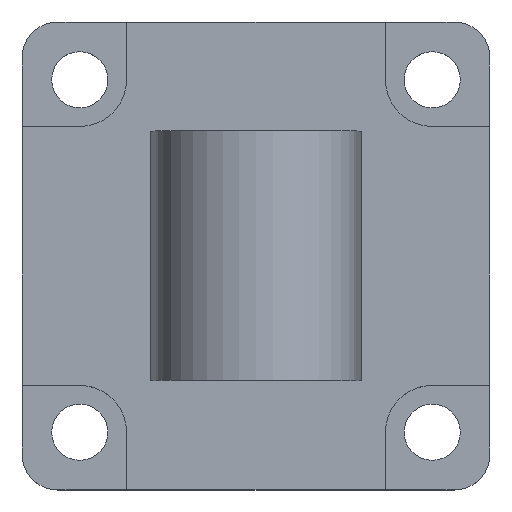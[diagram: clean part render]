
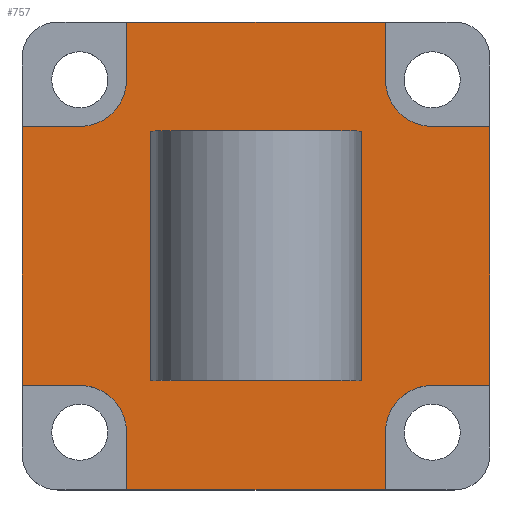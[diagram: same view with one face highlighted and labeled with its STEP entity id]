
A CAD part, top view. The second image highlights one B-rep face of the part: STEP entity #757.
In plain terms, the highlighted planar face has unit normal (0, 0, 1).
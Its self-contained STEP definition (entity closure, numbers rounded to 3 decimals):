
#33=FACE_BOUND('',#169,.T.);
#34=CIRCLE('',#763,7.5);
#36=CIRCLE('',#768,7.5);
#38=CIRCLE('',#773,7.5);
#40=CIRCLE('',#778,7.5);
#113=FACE_OUTER_BOUND('',#168,.T.);
#168=EDGE_LOOP('',(#638,#639,#640,#641,#642,#643,#644,#645,#646,#647,#648,
#649,#650,#651,#652,#653));
#169=EDGE_LOOP('',(#654,#655,#656,#657));
#170=LINE('',#1037,#236);
#175=LINE('',#1051,#241);
#178=LINE('',#1058,#244);
#183=LINE('',#1072,#249);
#186=LINE('',#1079,#252);
#191=LINE('',#1093,#257);
#194=LINE('',#1100,#260);
#199=LINE('',#1114,#265);
#210=LINE('',#1143,#276);
#215=LINE('',#1151,#281);
#218=LINE('',#1170,#284);
#226=LINE('',#1213,#292);
#230=LINE('',#1222,#296);
#233=LINE('',#1230,#299);
#234=LINE('',#1232,#300);
#235=LINE('',#1234,#301);
#236=VECTOR('',#833,9.25);
#241=VECTOR('',#846,9.25);
#244=VECTOR('',#851,9.25);
#249=VECTOR('',#864,9.25);
#252=VECTOR('',#869,9.25);
#257=VECTOR('',#882,9.25);
#260=VECTOR('',#887,9.25);
#265=VECTOR('',#900,9.25);
#276=VECTOR('',#925,41.5);
#281=VECTOR('',#932,41.5);
#284=VECTOR('',#953,41.5);
#292=VECTOR('',#1007,33.777);
#296=VECTOR('',#1015,40.);
#299=VECTOR('',#1024,40.);
#300=VECTOR('',#1027,33.777);
#301=VECTOR('',#1030,41.5);
#302=VERTEX_POINT('',#1035);
#303=VERTEX_POINT('',#1036);
#306=VERTEX_POINT('',#1044);
#308=VERTEX_POINT('',#1050);
#310=VERTEX_POINT('',#1056);
#311=VERTEX_POINT('',#1057);
#314=VERTEX_POINT('',#1065);
#316=VERTEX_POINT('',#1071);
#318=VERTEX_POINT('',#1077);
#319=VERTEX_POINT('',#1078);
#322=VERTEX_POINT('',#1086);
#324=VERTEX_POINT('',#1092);
#326=VERTEX_POINT('',#1098);
#327=VERTEX_POINT('',#1099);
#330=VERTEX_POINT('',#1107);
#332=VERTEX_POINT('',#1113);
#362=VERTEX_POINT('',#1209);
#364=VERTEX_POINT('',#1212);
#366=VERTEX_POINT('',#1218);
#369=VERTEX_POINT('',#1228);
#370=EDGE_CURVE('',#302,#303,#170,.T.);
#374=EDGE_CURVE('',#306,#302,#34,.T.);
#377=EDGE_CURVE('',#308,#306,#175,.T.);
#380=EDGE_CURVE('',#310,#311,#178,.T.);
#384=EDGE_CURVE('',#314,#310,#36,.T.);
#387=EDGE_CURVE('',#316,#314,#183,.T.);
#390=EDGE_CURVE('',#318,#319,#186,.T.);
#394=EDGE_CURVE('',#322,#318,#38,.T.);
#397=EDGE_CURVE('',#324,#322,#191,.T.);
#400=EDGE_CURVE('',#326,#327,#194,.T.);
#404=EDGE_CURVE('',#330,#326,#40,.T.);
#407=EDGE_CURVE('',#332,#330,#199,.T.);
#422=EDGE_CURVE('',#324,#311,#210,.T.);
#427=EDGE_CURVE('',#332,#303,#215,.T.);
#437=EDGE_CURVE('',#308,#319,#218,.T.);
#454=EDGE_CURVE('',#364,#362,#226,.T.);
#459=EDGE_CURVE('',#366,#364,#230,.T.);
#463=EDGE_CURVE('',#362,#369,#233,.T.);
#464=EDGE_CURVE('',#369,#366,#234,.T.);
#465=EDGE_CURVE('',#316,#327,#235,.T.);
#638=ORIENTED_EDGE('',*,*,#370,.T.);
#639=ORIENTED_EDGE('',*,*,#427,.F.);
#640=ORIENTED_EDGE('',*,*,#407,.T.);
#641=ORIENTED_EDGE('',*,*,#404,.T.);
#642=ORIENTED_EDGE('',*,*,#400,.T.);
#643=ORIENTED_EDGE('',*,*,#465,.F.);
#644=ORIENTED_EDGE('',*,*,#387,.T.);
#645=ORIENTED_EDGE('',*,*,#384,.T.);
#646=ORIENTED_EDGE('',*,*,#380,.T.);
#647=ORIENTED_EDGE('',*,*,#422,.F.);
#648=ORIENTED_EDGE('',*,*,#397,.T.);
#649=ORIENTED_EDGE('',*,*,#394,.T.);
#650=ORIENTED_EDGE('',*,*,#390,.T.);
#651=ORIENTED_EDGE('',*,*,#437,.F.);
#652=ORIENTED_EDGE('',*,*,#377,.T.);
#653=ORIENTED_EDGE('',*,*,#374,.T.);
#654=ORIENTED_EDGE('',*,*,#454,.T.);
#655=ORIENTED_EDGE('',*,*,#463,.T.);
#656=ORIENTED_EDGE('',*,*,#464,.T.);
#657=ORIENTED_EDGE('',*,*,#459,.T.);
#680=PLANE('',#828);
#757=ADVANCED_FACE('',(#113,#33),#680,.T.);
#763=AXIS2_PLACEMENT_3D('',#1045,#839,#840);
#768=AXIS2_PLACEMENT_3D('',#1066,#857,#858);
#773=AXIS2_PLACEMENT_3D('',#1087,#875,#876);
#778=AXIS2_PLACEMENT_3D('',#1108,#893,#894);
#828=AXIS2_PLACEMENT_3D('',#1235,#1031,#1032);
#833=DIRECTION('',(-1.,0.,0.));
#839=DIRECTION('center_axis',(0.,0.,-1.));
#840=DIRECTION('ref_axis',(0.,1.,0.));
#846=DIRECTION('',(0.,-1.,0.));
#851=DIRECTION('',(1.,0.,0.));
#857=DIRECTION('center_axis',(0.,0.,-1.));
#858=DIRECTION('ref_axis',(0.,-1.,0.));
#864=DIRECTION('',(0.,1.,0.));
#869=DIRECTION('',(0.,1.,0.));
#875=DIRECTION('center_axis',(0.,0.,-1.));
#876=DIRECTION('ref_axis',(-1.,0.,0.));
#882=DIRECTION('',(-1.,0.,0.));
#887=DIRECTION('',(0.,-1.,0.));
#893=DIRECTION('center_axis',(0.,0.,-1.));
#894=DIRECTION('ref_axis',(1.,0.,0.));
#900=DIRECTION('',(1.,0.,0.));
#925=DIRECTION('',(0.,-1.,0.));
#932=DIRECTION('',(0.,1.,0.));
#953=DIRECTION('',(1.,0.,0.));
#1007=DIRECTION('',(-1.,0.,0.));
#1015=DIRECTION('',(0.,-1.,0.));
#1024=DIRECTION('',(0.,1.,0.));
#1027=DIRECTION('',(1.,0.,0.));
#1030=DIRECTION('',(-1.,0.,0.));
#1031=DIRECTION('center_axis',(0.,0.,1.));
#1032=DIRECTION('ref_axis',(1.,0.,0.));
#1035=CARTESIAN_POINT('',(-28.25,20.75,12.));
#1036=CARTESIAN_POINT('',(-37.5,20.75,12.));
#1037=CARTESIAN_POINT('',(-14.125,20.75,12.));
#1044=CARTESIAN_POINT('',(-20.75,28.25,12.));
#1045=CARTESIAN_POINT('Origin',(-28.25,28.25,12.));
#1050=CARTESIAN_POINT('',(-20.75,37.5,12.));
#1051=CARTESIAN_POINT('',(-20.75,18.75,12.));
#1056=CARTESIAN_POINT('',(28.25,-20.75,12.));
#1057=CARTESIAN_POINT('',(37.5,-20.75,12.));
#1058=CARTESIAN_POINT('',(14.125,-20.75,12.));
#1065=CARTESIAN_POINT('',(20.75,-28.25,12.));
#1066=CARTESIAN_POINT('Origin',(28.25,-28.25,12.));
#1071=CARTESIAN_POINT('',(20.75,-37.5,12.));
#1072=CARTESIAN_POINT('',(20.75,-18.75,12.));
#1077=CARTESIAN_POINT('',(20.75,28.25,12.));
#1078=CARTESIAN_POINT('',(20.75,37.5,12.));
#1079=CARTESIAN_POINT('',(20.75,14.125,12.));
#1086=CARTESIAN_POINT('',(28.25,20.75,12.));
#1087=CARTESIAN_POINT('Origin',(28.25,28.25,12.));
#1092=CARTESIAN_POINT('',(37.5,20.75,12.));
#1093=CARTESIAN_POINT('',(18.75,20.75,12.));
#1098=CARTESIAN_POINT('',(-20.75,-28.25,12.));
#1099=CARTESIAN_POINT('',(-20.75,-37.5,12.));
#1100=CARTESIAN_POINT('',(-20.75,-14.125,12.));
#1107=CARTESIAN_POINT('',(-28.25,-20.75,12.));
#1108=CARTESIAN_POINT('Origin',(-28.25,-28.25,12.));
#1113=CARTESIAN_POINT('',(-37.5,-20.75,12.));
#1114=CARTESIAN_POINT('',(-18.75,-20.75,12.));
#1143=CARTESIAN_POINT('',(37.5,37.5,12.));
#1151=CARTESIAN_POINT('',(-37.5,-37.5,12.));
#1170=CARTESIAN_POINT('',(-37.5,37.5,12.));
#1209=CARTESIAN_POINT('',(-16.888,-20.,12.));
#1212=CARTESIAN_POINT('',(16.888,-20.,12.));
#1213=CARTESIAN_POINT('',(0.,-20.,12.));
#1218=CARTESIAN_POINT('',(16.888,20.,12.));
#1222=CARTESIAN_POINT('',(16.888,0.,12.));
#1228=CARTESIAN_POINT('',(-16.888,20.,12.));
#1230=CARTESIAN_POINT('',(-16.888,0.,12.));
#1232=CARTESIAN_POINT('',(0.,20.,12.));
#1234=CARTESIAN_POINT('',(37.5,-37.5,12.));
#1235=CARTESIAN_POINT('Origin',(0.,0.,12.));
